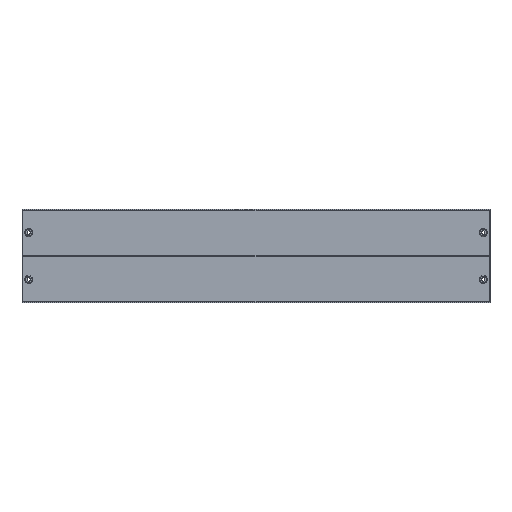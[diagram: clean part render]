
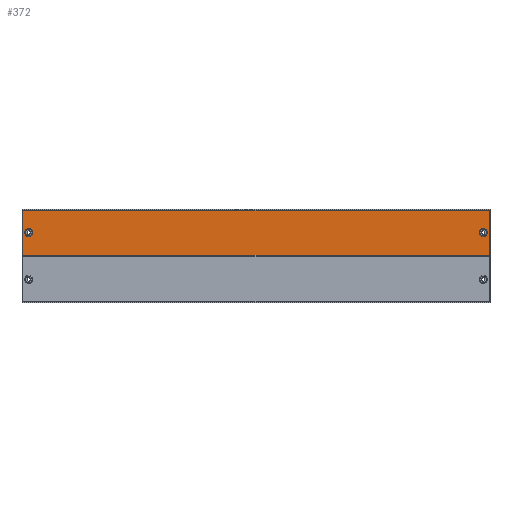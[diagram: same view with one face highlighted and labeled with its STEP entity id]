
A CAD part, top view. The second image highlights one B-rep face of the part: STEP entity #372.
In plain terms, the highlighted planar face has unit normal (0, 0, 1).
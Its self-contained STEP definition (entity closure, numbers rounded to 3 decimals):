
#6 = FACE_BOUND ( 'NONE', #297, .T. ) ;
#18 = DIRECTION ( 'NONE',  ( 0., 0., 1. ) ) ;
#35 = CARTESIAN_POINT ( 'NONE',  ( 1097.5, -98., 1.5 ) ) ;
#96 = CIRCLE ( 'NONE', #1436, 8.625 ) ;
#101 = DIRECTION ( 'NONE',  ( 0., 0., 1. ) ) ;
#173 = DIRECTION ( 'NONE',  ( 0., 0., 1. ) ) ;
#179 = EDGE_CURVE ( 'NONE', #2362, #248, #1610, .T. ) ;
#248 = VERTEX_POINT ( 'NONE', #655 ) ;
#258 = EDGE_CURVE ( 'NONE', #641, #1015, #2258, .T. ) ;
#297 = EDGE_LOOP ( 'NONE', ( #1868, #2356 ) ) ;
#302 = AXIS2_PLACEMENT_3D ( 'NONE', #359, #885, #521 ) ;
#336 = CARTESIAN_POINT ( 'NONE',  ( 1093.125, -50., 1.5 ) ) ;
#359 = CARTESIAN_POINT ( 'NONE',  ( 0., 0., 1.5 ) ) ;
#368 = CARTESIAN_POINT ( 'NONE',  ( 115.5, -50., 1.5 ) ) ;
#370 = FACE_BOUND ( 'NONE', #1310, .T. ) ;
#372 = ADVANCED_FACE ( 'NONE', ( #6, #1468, #370 ), #1641, .T. ) ;
#373 = DIRECTION ( 'NONE',  ( -1., 0., 0. ) ) ;
#427 = CARTESIAN_POINT ( 'NONE',  ( 101., -98., 1.5 ) ) ;
#462 = VERTEX_POINT ( 'NONE', #1523 ) ;
#521 = DIRECTION ( 'NONE',  ( 1., 0., 0. ) ) ;
#549 = CIRCLE ( 'NONE', #1781, 8.625 ) ;
#567 = VERTEX_POINT ( 'NONE', #598 ) ;
#598 = CARTESIAN_POINT ( 'NONE',  ( 124.125, -50., 1.5 ) ) ;
#641 = VERTEX_POINT ( 'NONE', #2176 ) ;
#655 = CARTESIAN_POINT ( 'NONE',  ( 102.5, -98., 1.5 ) ) ;
#707 = VERTEX_POINT ( 'NONE', #1259 ) ;
#794 = ORIENTED_EDGE ( 'NONE', *, *, #889, .T. ) ;
#846 = ORIENTED_EDGE ( 'NONE', *, *, #1038, .T. ) ;
#856 = CARTESIAN_POINT ( 'NONE',  ( 102.5, -2., 1.5 ) ) ;
#885 = DIRECTION ( 'NONE',  ( 0., 0., 1. ) ) ;
#889 = EDGE_CURVE ( 'NONE', #248, #1239, #1089, .T. ) ;
#898 = ORIENTED_EDGE ( 'NONE', *, *, #2375, .T. ) ;
#924 = EDGE_CURVE ( 'NONE', #1015, #641, #1415, .T. ) ;
#927 = ORIENTED_EDGE ( 'NONE', *, *, #2344, .F. ) ;
#995 = VECTOR ( 'NONE', #1517, 1000. ) ;
#997 = DIRECTION ( 'NONE',  ( 0., 0., 1. ) ) ;
#1015 = VERTEX_POINT ( 'NONE', #336 ) ;
#1038 = EDGE_CURVE ( 'NONE', #707, #2362, #2020, .T. ) ;
#1047 = DIRECTION ( 'NONE',  ( 1., 0., 0. ) ) ;
#1089 = LINE ( 'NONE', #427, #995 ) ;
#1115 = DIRECTION ( 'NONE',  ( 0., 1., 0. ) ) ;
#1126 = ORIENTED_EDGE ( 'NONE', *, *, #1954, .F. ) ;
#1239 = VERTEX_POINT ( 'NONE', #35 ) ;
#1258 = VECTOR ( 'NONE', #373, 1000. ) ;
#1259 = CARTESIAN_POINT ( 'NONE',  ( 1097.5, -2., 1.5 ) ) ;
#1310 = EDGE_LOOP ( 'NONE', ( #1126, #927 ) ) ;
#1367 = ORIENTED_EDGE ( 'NONE', *, *, #179, .T. ) ;
#1381 = CARTESIAN_POINT ( 'NONE',  ( 1084.5, -50., 1.5 ) ) ;
#1415 = CIRCLE ( 'NONE', #1537, 8.625 ) ;
#1436 = AXIS2_PLACEMENT_3D ( 'NONE', #368, #173, #2370 ) ;
#1447 = AXIS2_PLACEMENT_3D ( 'NONE', #1381, #101, #1047 ) ;
#1468 = FACE_OUTER_BOUND ( 'NONE', #1472, .T. ) ;
#1472 = EDGE_LOOP ( 'NONE', ( #1367, #794, #898, #846 ) ) ;
#1517 = DIRECTION ( 'NONE',  ( 1., 0., 0. ) ) ;
#1523 = CARTESIAN_POINT ( 'NONE',  ( 106.875, -50., 1.5 ) ) ;
#1537 = AXIS2_PLACEMENT_3D ( 'NONE', #1882, #997, #1959 ) ;
#1562 = VECTOR ( 'NONE', #1115, 1000. ) ;
#1584 = DIRECTION ( 'NONE',  ( 0., -1., 0. ) ) ;
#1610 = LINE ( 'NONE', #1803, #1755 ) ;
#1641 = PLANE ( 'NONE',  #302 ) ;
#1755 = VECTOR ( 'NONE', #1584, 1000. ) ;
#1781 = AXIS2_PLACEMENT_3D ( 'NONE', #1873, #18, #1862 ) ;
#1803 = CARTESIAN_POINT ( 'NONE',  ( 102.5, -0.5, 1.5 ) ) ;
#1815 = CARTESIAN_POINT ( 'NONE',  ( 101., -2., 1.5 ) ) ;
#1862 = DIRECTION ( 'NONE',  ( 1., 0., 0. ) ) ;
#1868 = ORIENTED_EDGE ( 'NONE', *, *, #258, .F. ) ;
#1873 = CARTESIAN_POINT ( 'NONE',  ( 115.5, -50., 1.5 ) ) ;
#1882 = CARTESIAN_POINT ( 'NONE',  ( 1084.5, -50., 1.5 ) ) ;
#1954 = EDGE_CURVE ( 'NONE', #462, #567, #549, .T. ) ;
#1959 = DIRECTION ( 'NONE',  ( 1., 0., 0. ) ) ;
#2020 = LINE ( 'NONE', #1815, #1258 ) ;
#2176 = CARTESIAN_POINT ( 'NONE',  ( 1075.875, -50., 1.5 ) ) ;
#2250 = CARTESIAN_POINT ( 'NONE',  ( 1097.5, -0.5, 1.5 ) ) ;
#2258 = CIRCLE ( 'NONE', #1447, 8.625 ) ;
#2322 = LINE ( 'NONE', #2250, #1562 ) ;
#2344 = EDGE_CURVE ( 'NONE', #567, #462, #96, .T. ) ;
#2356 = ORIENTED_EDGE ( 'NONE', *, *, #924, .F. ) ;
#2362 = VERTEX_POINT ( 'NONE', #856 ) ;
#2370 = DIRECTION ( 'NONE',  ( 1., 0., 0. ) ) ;
#2375 = EDGE_CURVE ( 'NONE', #1239, #707, #2322, .T. ) ;
